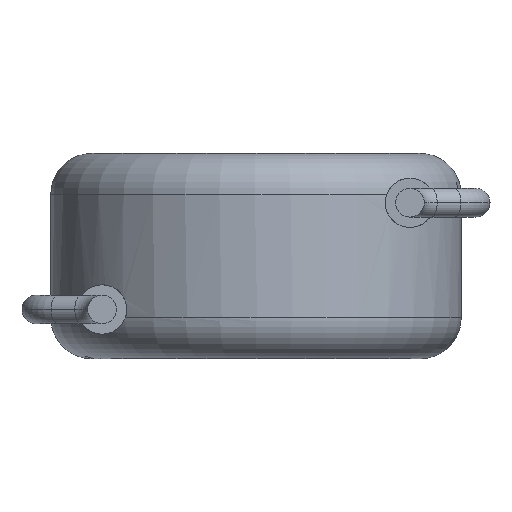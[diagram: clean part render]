
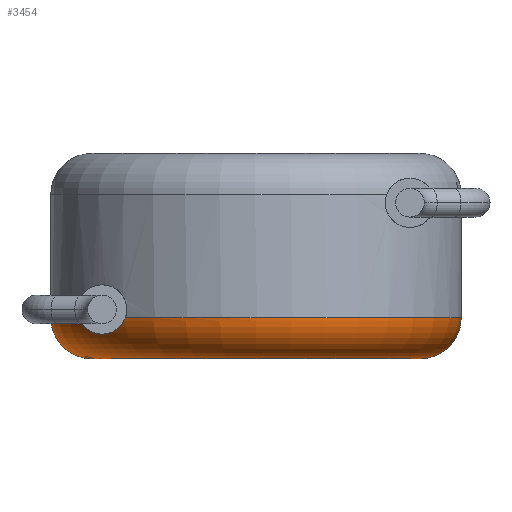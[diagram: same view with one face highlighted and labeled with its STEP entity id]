
A CAD part, front view. The second image highlights one B-rep face of the part: STEP entity #3454.
In plain terms, the highlighted toroidal (fillet/blend) face has major radius 4 mm and minor radius 1 mm.
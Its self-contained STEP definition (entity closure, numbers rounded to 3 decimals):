
#85 = FACE_OUTER_BOUND ( 'NONE', #4441, .T. ) ;
#168 = CARTESIAN_POINT ( 'NONE',  ( -4., 0., 0. ) ) ;
#174 = DIRECTION ( 'NONE',  ( 1., 0., 0. ) ) ;
#215 = CARTESIAN_POINT ( 'NONE',  ( -3.359, -3.659, 0.739 ) ) ;
#222 = CARTESIAN_POINT ( 'NONE',  ( -4.175, -2.751, 1. ) ) ;
#233 = CARTESIAN_POINT ( 'NONE',  ( -3.184, -3.855, 1. ) ) ;
#255 = AXIS2_PLACEMENT_3D ( 'NONE', #1321, #3792, #3436 ) ;
#355 = ORIENTED_EDGE ( 'NONE', *, *, #4367, .F. ) ;
#358 = CARTESIAN_POINT ( 'NONE',  ( -4.175, -2.751, 1. ) ) ;
#553 = CARTESIAN_POINT ( 'NONE',  ( -3.7, -3.236, 0.59 ) ) ;
#561 = CARTESIAN_POINT ( 'NONE',  ( -4.104, -2.827, 0.801 ) ) ;
#583 = EDGE_CURVE ( 'NONE', #2406, #3257, #1529, .T. ) ;
#603 = CARTESIAN_POINT ( 'NONE',  ( 4., 0., 0. ) ) ;
#874 = AXIS2_PLACEMENT_3D ( 'NONE', #3484, #960, #4152 ) ;
#960 = DIRECTION ( 'NONE',  ( 0., 0., -1. ) ) ;
#1149 = VERTEX_POINT ( 'NONE', #603 ) ;
#1321 = CARTESIAN_POINT ( 'NONE',  ( 0., 0., 1. ) ) ;
#1322 = CIRCLE ( 'NONE', #4418, 1. ) ;
#1429 = AXIS2_PLACEMENT_3D ( 'NONE', #3783, #2967, #3429 ) ;
#1495 = CARTESIAN_POINT ( 'NONE',  ( -3.215, -3.83, 0.914 ) ) ;
#1521 = CARTESIAN_POINT ( 'NONE',  ( -3.822, -3.096, 0.604 ) ) ;
#1529 = CIRCLE ( 'NONE', #3129, 5. ) ;
#1572 = CARTESIAN_POINT ( 'NONE',  ( -3.413, -3.592, 0.699 ) ) ;
#1581 = CARTESIAN_POINT ( 'NONE',  ( -3.822, -3.096, 0.604 ) ) ;
#1586 = CIRCLE ( 'NONE', #2414, 1. ) ;
#1661 = DIRECTION ( 'NONE',  ( 0., -1., 0. ) ) ;
#1694 = CARTESIAN_POINT ( 'NONE',  ( -4., 0., 1. ) ) ;
#1833 = CARTESIAN_POINT ( 'NONE',  ( -3.26, -3.778, 0.846 ) ) ;
#1892 = ORIENTED_EDGE ( 'NONE', *, *, #583, .F. ) ;
#1930 = CARTESIAN_POINT ( 'NONE',  ( -3.581, -3.383, 0.611 ) ) ;
#1940 = CARTESIAN_POINT ( 'NONE',  ( -3.975, -2.942, 0.663 ) ) ;
#1954 = CARTESIAN_POINT ( 'NONE',  ( 5., 0., 1. ) ) ;
#1956 = ORIENTED_EDGE ( 'NONE', *, *, #3619, .F. ) ;
#2011 = EDGE_CURVE ( 'NONE', #1149, #2314, #2557, .T. ) ;
#2094 = DIRECTION ( 'NONE',  ( 0., 0., -1. ) ) ;
#2314 = VERTEX_POINT ( 'NONE', #168 ) ;
#2347 = ORIENTED_EDGE ( 'NONE', *, *, #3561, .F. ) ;
#2406 = VERTEX_POINT ( 'NONE', #233 ) ;
#2414 = AXIS2_PLACEMENT_3D ( 'NONE', #4156, #1661, #2094 ) ;
#2501 = VERTEX_POINT ( 'NONE', #358 ) ;
#2529 = ORIENTED_EDGE ( 'NONE', *, *, #2011, .F. ) ;
#2557 = CIRCLE ( 'NONE', #874, 4. ) ;
#2580 = DIRECTION ( 'NONE',  ( 0., 0., 1. ) ) ;
#2651 = ORIENTED_EDGE ( 'NONE', *, *, #4180, .F. ) ;
#2714 = DIRECTION ( 'NONE',  ( -1., 0., 0. ) ) ;
#2724 = CIRCLE ( 'NONE', #1429, 5. ) ;
#2858 = VERTEX_POINT ( 'NONE', #3260 ) ;
#2954 = CARTESIAN_POINT ( 'NONE',  ( -3.184, -3.855, 1. ) ) ;
#2967 = DIRECTION ( 'NONE',  ( 0., 0., 1. ) ) ;
#2986 = CARTESIAN_POINT ( 'NONE',  ( -4.154, -2.783, 0.894 ) ) ;
#3129 = AXIS2_PLACEMENT_3D ( 'NONE', #3256, #2580, #174 ) ;
#3256 = CARTESIAN_POINT ( 'NONE',  ( 0., 0., 1. ) ) ;
#3257 = VERTEX_POINT ( 'NONE', #1954 ) ;
#3260 = CARTESIAN_POINT ( 'NONE',  ( -5., 0., 1. ) ) ;
#3360 = CARTESIAN_POINT ( 'NONE',  ( -3.895, -3.014, 0.618 ) ) ;
#3414 = CARTESIAN_POINT ( 'NONE',  ( -3.822, -3.096, 0.604 ) ) ;
#3429 = DIRECTION ( 'NONE',  ( 1., 0., 0. ) ) ;
#3436 = DIRECTION ( 'NONE',  ( 1., 0., 0. ) ) ;
#3454 = ADVANCED_FACE ( 'NONE', ( #85 ), #3860, .T. ) ;
#3482 = VERTEX_POINT ( 'NONE', #3414 ) ;
#3484 = CARTESIAN_POINT ( 'NONE',  ( 0., 0., 0. ) ) ;
#3561 = EDGE_CURVE ( 'NONE', #2314, #2858, #1322, .T. ) ;
#3619 = EDGE_CURVE ( 'NONE', #3482, #2406, #3811, .T. ) ;
#3783 = CARTESIAN_POINT ( 'NONE',  ( 0., 0., 1. ) ) ;
#3792 = DIRECTION ( 'NONE',  ( 0., 0., 1. ) ) ;
#3811 = B_SPLINE_CURVE_WITH_KNOTS ( 'NONE', 3,
 ( #1521, #553, #1930, #1572, #215, #1833, #1495, #2954 ),
 .UNSPECIFIED., .F., .F.,
 ( 4, 2, 2, 4 ),
 ( 0., 0.001, 0.001, 0.001 ),
 .UNSPECIFIED. ) ;
#3860 = TOROIDAL_SURFACE ( 'NONE', #255, 4., 1. ) ;
#4152 = DIRECTION ( 'NONE',  ( 1., 0., 0. ) ) ;
#4156 = CARTESIAN_POINT ( 'NONE',  ( 4., 0., 1. ) ) ;
#4180 = EDGE_CURVE ( 'NONE', #2858, #2501, #2724, .T. ) ;
#4217 = B_SPLINE_CURVE_WITH_KNOTS ( 'NONE', 3,
 ( #222, #2986, #561, #1940, #3360, #1581 ),
 .UNSPECIFIED., .F., .F.,
 ( 4, 2, 4 ),
 ( 0., 0., 0.001 ),
 .UNSPECIFIED. ) ;
#4367 = EDGE_CURVE ( 'NONE', #2501, #3482, #4217, .T. ) ;
#4384 = ORIENTED_EDGE ( 'NONE', *, *, #4478, .T. ) ;
#4418 = AXIS2_PLACEMENT_3D ( 'NONE', #1694, #4465, #2714 ) ;
#4441 = EDGE_LOOP ( 'NONE', ( #2347, #2529, #4384, #1892, #1956, #355, #2651 ) ) ;
#4465 = DIRECTION ( 'NONE',  ( 0., 1., 0. ) ) ;
#4478 = EDGE_CURVE ( 'NONE', #1149, #3257, #1586, .T. ) ;
